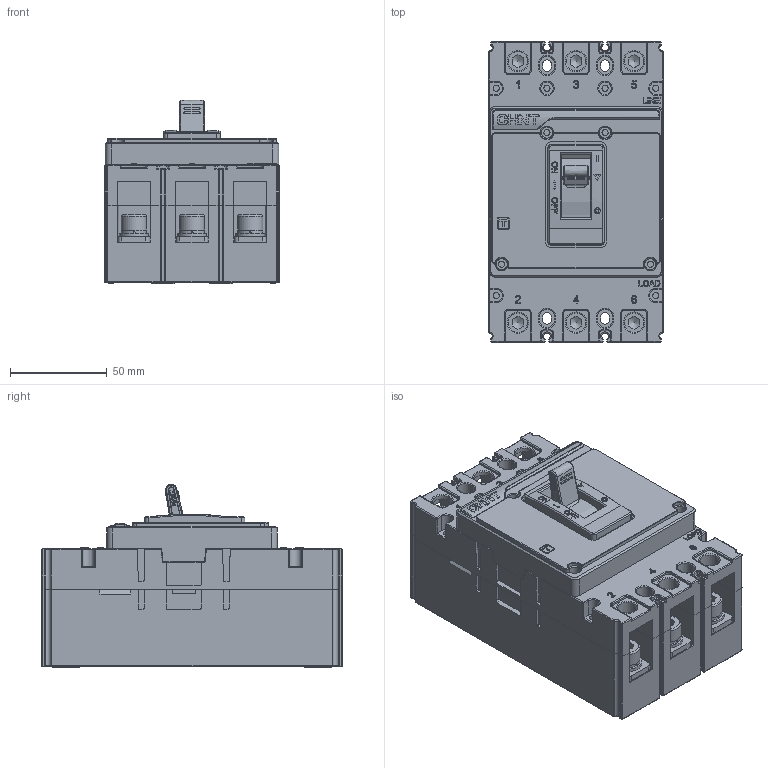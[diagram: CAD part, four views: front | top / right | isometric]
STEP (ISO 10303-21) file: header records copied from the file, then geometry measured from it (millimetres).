
FILE_DESCRIPTION(/* description */ (''),/* implementation_level */ '2;1');
FILE_NAME(/* name */ 'NXM-160S 3P.stp',/* time_stamp */ '2017-04-07T15:07:07+08:00',/* author */ (''),/* organization */ (''),/* preprocessor_version */ 'ST-DEVELOPER v11',/* originating_system */ 'SIEMENS PLM Software NX 7.5',/* authorisation */ '');
FILE_SCHEMA (('CONFIG_CONTROL_DESIGN'));
Products named in the file (1): _model1
Bounding box: 90 x 155 x 94.68 mm (x, y, z)
Volume: 685434.3 mm3; surface area: 229580.7 mm2
Topology: 34 solids, 38 shells, 3800 faces, 10244 edges, 6544 vertices
Faces by surface type: plane 2252, cylinder 982, extrusion 212, torus 124, sphere 100, cone 69, bspline 61
Full cylindrical faces by diameter (mm): 1.8 x1, 2.3 x1, 2.7 x1, 2.9 x3, 3 x6, 3.2 x11, 3.5 x10, 4 x6, 4.5 x1, 5.3 x2, 5.5 x2, 5.8 x4, 6 x2, 6.1 x6, 6.2 x4, 6.5 x4, 6.6 x6, 6.8 x6, 8 x6, 8.5 x2, 9 x3, 10 x15, 13 x12, 13.5 x6, 15 x6
Entity records: 136220 total; most frequent: CARTESIAN_POINT 43047, ORIENTED_EDGE 19698, DIRECTION 18329, EDGE_CURVE 9849, VECTOR 6771, LINE 6559, VERTEX_POINT 6448, AXIS2_PLACEMENT_3D 5779
